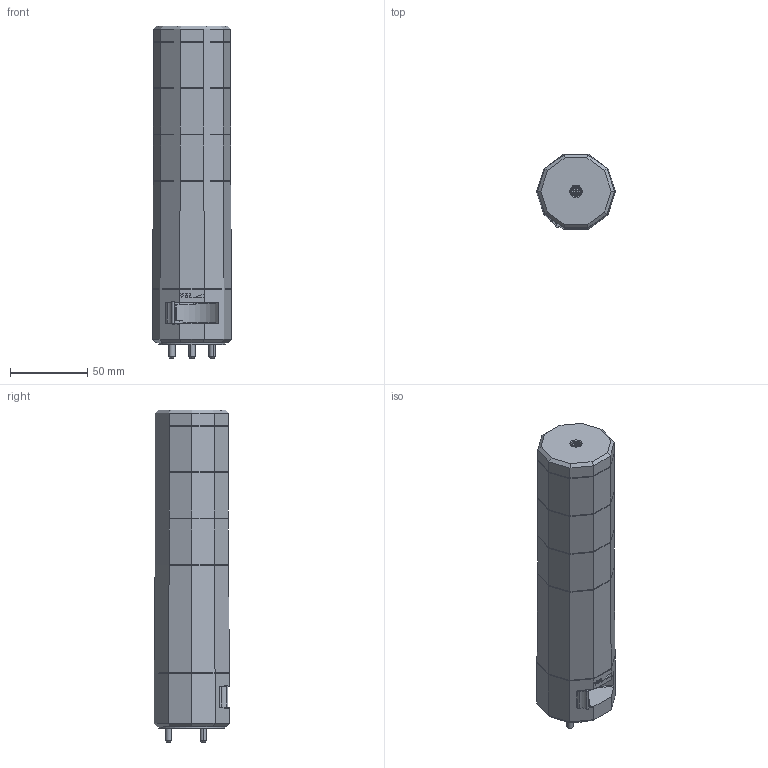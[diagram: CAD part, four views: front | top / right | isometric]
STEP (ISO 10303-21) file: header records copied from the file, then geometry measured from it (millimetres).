
FILE_DESCRIPTION((''),'2;1');
FILE_NAME('NLA50DC-3B6DZ SERIES.stp','2023-12-26T13:35:09',(''),(''),'Mechanical Desktop 2011','Mechanical Desktop 2011',', , ');
FILE_SCHEMA(('CONFIG_CONTROL_DESIGN'));
Length unit declared in the file: millimetre
Products named in the file (1): Product
Bounding box: 51.22 x 49.01 x 215 mm (x, y, z)
Volume: 370026.5 mm3; surface area: 65650.6 mm2
Topology: 23 solids, 23 shells, 666 faces, 1663 edges, 1069 vertices
Faces by surface type: plane 425, cylinder 120, bspline 71, cone 40, torus 6, sphere 4
Entity records: 21272 total; most frequent: CARTESIAN_POINT 5450, ORIENTED_EDGE 3322, DIRECTION 3163, EDGE_CURVE 1661, VECTOR 1127, LINE 1127, VERTEX_POINT 1069, AXIS2_PLACEMENT_3D 1018
